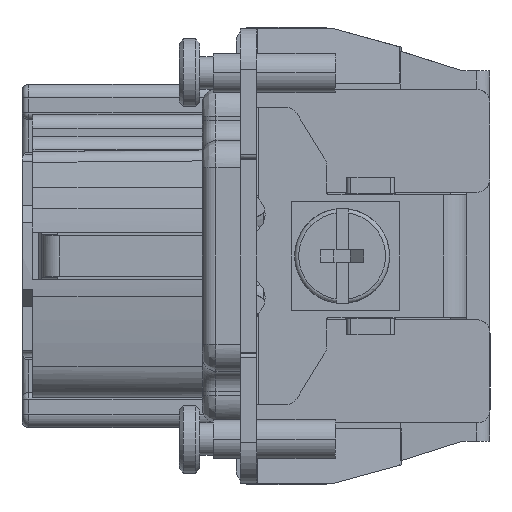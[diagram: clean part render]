
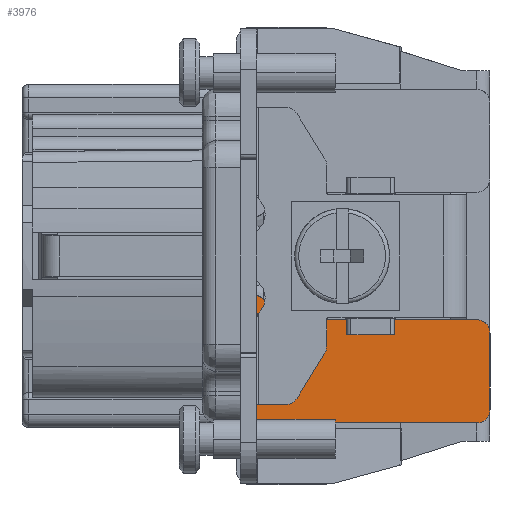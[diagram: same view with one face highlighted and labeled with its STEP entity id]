
A CAD part, left-side view. The second image highlights one B-rep face of the part: STEP entity #3976.
In plain terms, the highlighted planar face has unit normal (-1, -0.005, 0).
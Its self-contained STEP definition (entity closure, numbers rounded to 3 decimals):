
#387=B_SPLINE_CURVE_WITH_KNOTS('',3,(#78279,#78280,#78281,#78282),
 .UNSPECIFIED.,.F.,.F.,(4,4),(0.,1.),.UNSPECIFIED.);
#392=B_SPLINE_CURVE_WITH_KNOTS('',3,(#78315,#78316,#78317,#78318),
 .UNSPECIFIED.,.F.,.F.,(4,4),(0.,1.),.UNSPECIFIED.);
#393=B_SPLINE_CURVE_WITH_KNOTS('',3,(#78319,#78320,#78321,#78322),
 .UNSPECIFIED.,.F.,.F.,(4,4),(0.,1.),.UNSPECIFIED.);
#394=B_SPLINE_CURVE_WITH_KNOTS('',3,(#78325,#78326,#78327,#78328),
 .UNSPECIFIED.,.F.,.F.,(4,4),(0.,1.),.UNSPECIFIED.);
#3976=ADVANCED_FACE('',(#8652),#6478,.T.);
#6478=PLANE('',#54564);
#8652=FACE_OUTER_BOUND('',#11487,.T.);
#11487=EDGE_LOOP('',(#18705,#18706,#18707,#18708,#18709,#18710,#18711,#18712,
#18713));
#18705=ORIENTED_EDGE('',*,*,#37039,.F.);
#18706=ORIENTED_EDGE('',*,*,#37040,.T.);
#18707=ORIENTED_EDGE('',*,*,#35933,.T.);
#18708=ORIENTED_EDGE('',*,*,#37041,.T.);
#18709=ORIENTED_EDGE('',*,*,#37042,.F.);
#18710=ORIENTED_EDGE('',*,*,#35911,.F.);
#18711=ORIENTED_EDGE('',*,*,#35894,.T.);
#18712=ORIENTED_EDGE('',*,*,#37029,.T.);
#18713=ORIENTED_EDGE('',*,*,#37043,.F.);
#30246=VERTEX_POINT('',#75878);
#30247=VERTEX_POINT('',#75880);
#30262=VERTEX_POINT('',#75914);
#30280=VERTEX_POINT('',#75956);
#30281=VERTEX_POINT('',#75958);
#31158=VERTEX_POINT('',#78278);
#31165=VERTEX_POINT('',#78313);
#31166=VERTEX_POINT('',#78314);
#31167=VERTEX_POINT('',#78323);
#35894=EDGE_CURVE('',#30247,#30246,#43175,.T.);
#35911=EDGE_CURVE('',#30247,#30262,#43190,.T.);
#35933=EDGE_CURVE('',#30281,#30280,#43212,.T.);
#37029=EDGE_CURVE('',#30246,#31158,#387,.T.);
#37039=EDGE_CURVE('',#31165,#31166,#44009,.T.);
#37040=EDGE_CURVE('',#31165,#30281,#392,.T.);
#37041=EDGE_CURVE('',#30280,#31167,#393,.T.);
#37042=EDGE_CURVE('',#30262,#31167,#44010,.T.);
#37043=EDGE_CURVE('',#31166,#31158,#394,.T.);
#43175=LINE('',#75879,#49061);
#43190=LINE('',#75913,#49076);
#43212=LINE('',#75957,#49098);
#44009=LINE('',#78312,#49895);
#44010=LINE('',#78324,#49896);
#49061=VECTOR('',#60914,1.);
#49076=VECTOR('',#60937,1.);
#49098=VECTOR('',#60965,1.);
#49895=VECTOR('',#62862,1.);
#49896=VECTOR('',#62863,1.);
#54564=AXIS2_PLACEMENT_3D('',#78329,#62864,#62865);
#60914=DIRECTION('',(-0.005,0.865,0.502));
#60937=DIRECTION('',(0.,0.,-1.));
#60965=DIRECTION('',(0.,0.,1.));
#62862=DIRECTION('',(-0.005,1.,0.));
#62863=DIRECTION('',(0.005,-1.,0.));
#62864=DIRECTION('',(-1.,-0.005,0.));
#62865=DIRECTION('',(0.,0.,-1.));
#75878=CARTESIAN_POINT('',(-44.9,-1.,-2.75));
#75879=CARTESIAN_POINT('',(-44.892,-2.55,-3.65));
#75880=CARTESIAN_POINT('',(-44.892,-2.55,-3.65));
#75913=CARTESIAN_POINT('',(-44.892,-2.55,-3.65));
#75914=CARTESIAN_POINT('',(-44.892,-2.55,-4.7));
#75956=CARTESIAN_POINT('',(-44.809,-18.4,-5.7));
#75957=CARTESIAN_POINT('',(-44.809,-18.4,-11.3));
#75958=CARTESIAN_POINT('',(-44.809,-18.4,-11.3));
#78278=CARTESIAN_POINT('',(-44.9,-0.999,-4.25));
#78279=CARTESIAN_POINT('',(-44.9,-1.,-2.75));
#78280=CARTESIAN_POINT('',(-44.9,-0.999,-3.25));
#78281=CARTESIAN_POINT('',(-44.9,-0.999,-3.75));
#78282=CARTESIAN_POINT('',(-44.9,-0.998,-4.25));
#78312=CARTESIAN_POINT('',(-44.814,-17.4,-12.3));
#78313=CARTESIAN_POINT('',(-44.814,-17.4,-12.3));
#78314=CARTESIAN_POINT('',(-44.9,-0.995,-12.3));
#78315=CARTESIAN_POINT('',(-44.814,-17.4,-12.3));
#78316=CARTESIAN_POINT('',(-44.811,-17.981,-12.3));
#78317=CARTESIAN_POINT('',(-44.809,-18.4,-11.883));
#78318=CARTESIAN_POINT('',(-44.809,-18.4,-11.3));
#78319=CARTESIAN_POINT('',(-44.809,-18.4,-5.7));
#78320=CARTESIAN_POINT('',(-44.809,-18.4,-5.119));
#78321=CARTESIAN_POINT('',(-44.811,-17.983,-4.7));
#78322=CARTESIAN_POINT('',(-44.814,-17.4,-4.7));
#78323=CARTESIAN_POINT('',(-44.814,-17.4,-4.7));
#78324=CARTESIAN_POINT('',(-44.892,-2.55,-4.7));
#78325=CARTESIAN_POINT('',(-44.9,-0.995,-12.3));
#78326=CARTESIAN_POINT('',(-44.9,-0.996,-9.617));
#78327=CARTESIAN_POINT('',(-44.9,-0.997,-6.933));
#78328=CARTESIAN_POINT('',(-44.9,-0.998,-4.25));
#78329=CARTESIAN_POINT('',(-44.905,-0.001,-13.753));
